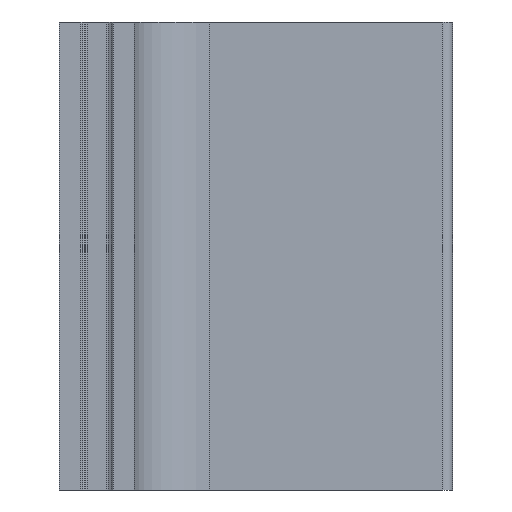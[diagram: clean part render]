
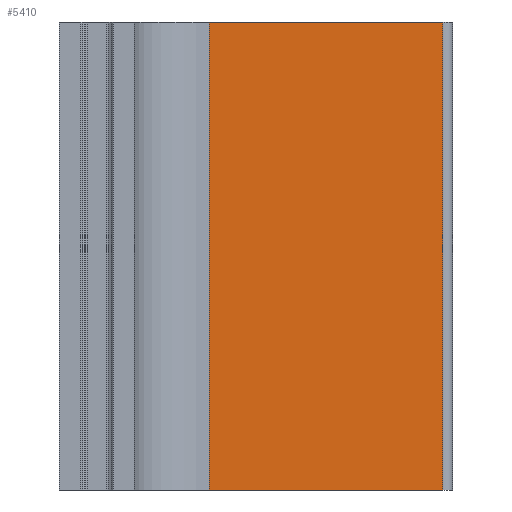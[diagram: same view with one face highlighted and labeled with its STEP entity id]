
A CAD part, front view. The second image highlights one B-rep face of the part: STEP entity #5410.
In plain terms, the highlighted planar face has unit normal (0, -1, 0).
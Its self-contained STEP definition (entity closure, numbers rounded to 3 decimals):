
#394=FACE_OUTER_BOUND('',#652,.T.);
#652=EDGE_LOOP('',(#4755,#4756,#4757,#4758));
#785=LINE('',#7983,#1307);
#979=LINE('',#8496,#1501);
#993=LINE('',#8532,#1515);
#1174=LINE('',#9007,#1696);
#1307=VECTOR('',#6320,10.);
#1501=VECTOR('',#6894,10.);
#1515=VECTOR('',#6934,10.);
#1696=VECTOR('',#7467,10.);
#1943=VERTEX_POINT('',#7472);
#2198=VERTEX_POINT('',#7981);
#2327=VERTEX_POINT('',#8495);
#2336=VERTEX_POINT('',#8531);
#2710=EDGE_CURVE('',#2198,#1943,#785,.T.);
#2966=EDGE_CURVE('',#1943,#2327,#979,.T.);
#2984=EDGE_CURVE('',#2336,#2327,#993,.T.);
#3222=EDGE_CURVE('',#2198,#2336,#1174,.T.);
#4755=ORIENTED_EDGE('',*,*,#2710,.F.);
#4756=ORIENTED_EDGE('',*,*,#3222,.T.);
#4757=ORIENTED_EDGE('',*,*,#2984,.T.);
#4758=ORIENTED_EDGE('',*,*,#2966,.F.);
#4893=PLANE('',#5937);
#5410=ADVANCED_FACE('',(#394),#4893,.T.);
#5937=AXIS2_PLACEMENT_3D('',#9008,#7468,#7469);
#6320=DIRECTION('',(1.,0.,0.));
#6894=DIRECTION('',(0.,0.,-1.));
#6934=DIRECTION('',(1.,0.,0.));
#7467=DIRECTION('',(0.,0.,-1.));
#7468=DIRECTION('center_axis',(0.,-1.,0.));
#7469=DIRECTION('ref_axis',(0.,0.,-1.));
#7472=CARTESIAN_POINT('',(37.269,16.068,0.));
#7981=CARTESIAN_POINT('',(12.324,16.068,0.));
#7983=CARTESIAN_POINT('',(14.824,16.068,0.));
#8495=CARTESIAN_POINT('',(37.269,16.068,-50.));
#8496=CARTESIAN_POINT('',(37.269,16.068,50.));
#8531=CARTESIAN_POINT('',(12.324,16.068,-50.));
#8532=CARTESIAN_POINT('',(37.269,16.068,-50.));
#9007=CARTESIAN_POINT('',(12.324,16.068,50.));
#9008=CARTESIAN_POINT('Origin',(12.324,16.068,50.));
